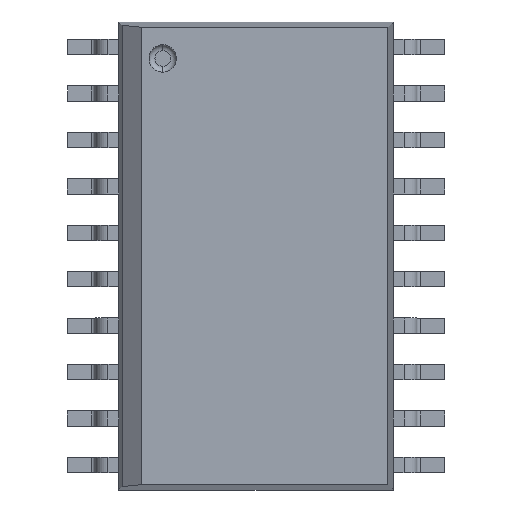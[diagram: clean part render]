
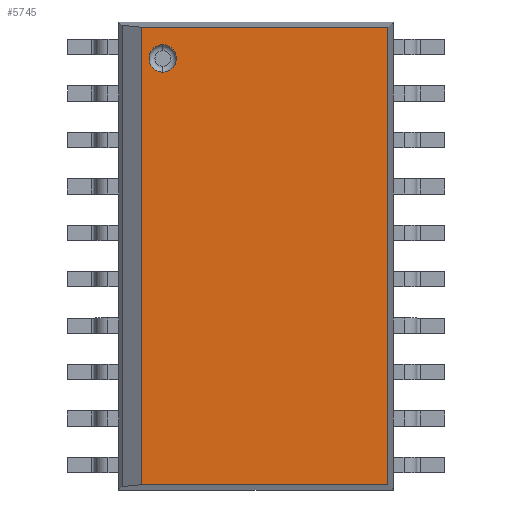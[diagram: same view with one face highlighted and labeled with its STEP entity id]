
A CAD part, top view. The second image highlights one B-rep face of the part: STEP entity #5745.
In plain terms, the highlighted planar face has unit normal (0, 0, 1).
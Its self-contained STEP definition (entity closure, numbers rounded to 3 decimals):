
#895=DIRECTION('',(0.,-1.,0.));
#896=VECTOR('',#895,12.508);
#897=CARTESIAN_POINT('',(3.604,6.254,2.65));
#898=LINE('',#897,#896);
#899=DIRECTION('',(-1.,0.,0.));
#900=VECTOR('',#899,6.738);
#901=CARTESIAN_POINT('',(3.604,-6.254,2.65));
#902=LINE('',#901,#900);
#903=DIRECTION('',(0.,1.,0.));
#904=VECTOR('',#903,12.508);
#905=CARTESIAN_POINT('',(-3.134,-6.254,2.65));
#906=LINE('',#905,#904);
#907=DIRECTION('',(1.,0.,0.));
#908=VECTOR('',#907,6.738);
#909=CARTESIAN_POINT('',(-3.134,6.254,2.65));
#910=LINE('',#909,#908);
#911=CARTESIAN_POINT('',(-2.55,5.4,2.65));
#912=DIRECTION('',(0.,0.,1.));
#913=DIRECTION('',(0.,-1.,0.));
#914=AXIS2_PLACEMENT_3D('',#911,#912,#913);
#916=CARTESIAN_POINT('',(-2.55,5.4,2.65));
#917=DIRECTION('',(0.,0.,1.));
#918=DIRECTION('',(0.,1.,0.));
#919=AXIS2_PLACEMENT_3D('',#916,#917,#918);
#3659=CARTESIAN_POINT('',(3.604,-6.254,2.65));
#3660=VERTEX_POINT('',#3659);
#3661=CARTESIAN_POINT('',(3.604,6.254,2.65));
#3662=VERTEX_POINT('',#3661);
#3788=CARTESIAN_POINT('',(-3.134,6.254,2.65));
#3790=VERTEX_POINT('',#3788);
#3791=CARTESIAN_POINT('',(-3.134,-6.254,2.65));
#3792=VERTEX_POINT('',#3791);
#3795=CARTESIAN_POINT('',(-2.55,5.025,2.65));
#3796=CARTESIAN_POINT('',(-2.55,5.775,2.65));
#3797=VERTEX_POINT('',#3795);
#3798=VERTEX_POINT('',#3796);
#5727=CARTESIAN_POINT('',(3.75,0.,2.65));
#5728=DIRECTION('',(0.,0.,-1.));
#5729=DIRECTION('',(0.,1.,0.));
#5730=AXIS2_PLACEMENT_3D('',#5727,#5728,#5729);
#5731=PLANE('',#5730);
#5732=ORIENTED_EDGE('',*,*,#4951,.T.);
#5734=ORIENTED_EDGE('',*,*,#5733,.T.);
#5735=ORIENTED_EDGE('',*,*,#5710,.T.);
#5736=ORIENTED_EDGE('',*,*,#5693,.T.);
#5737=EDGE_LOOP('',(#5732,#5734,#5735,#5736));
#5738=FACE_OUTER_BOUND('',#5737,.F.);
#5740=ORIENTED_EDGE('',*,*,#5739,.T.);
#5742=ORIENTED_EDGE('',*,*,#5741,.T.);
#5743=EDGE_LOOP('',(#5740,#5742));
#5744=FACE_BOUND('',#5743,.F.);
#915=CIRCLE('',#914,0.375);
#920=CIRCLE('',#919,0.375);
#4951=EDGE_CURVE('',#3662,#3660,#898,.T.);
#5693=EDGE_CURVE('',#3790,#3662,#910,.T.);
#5710=EDGE_CURVE('',#3792,#3790,#906,.T.);
#5733=EDGE_CURVE('',#3660,#3792,#902,.T.);
#5739=EDGE_CURVE('',#3797,#3798,#915,.T.);
#5741=EDGE_CURVE('',#3798,#3797,#920,.T.);
#5745=ADVANCED_FACE('',(#5738,#5744),#5731,.F.);
